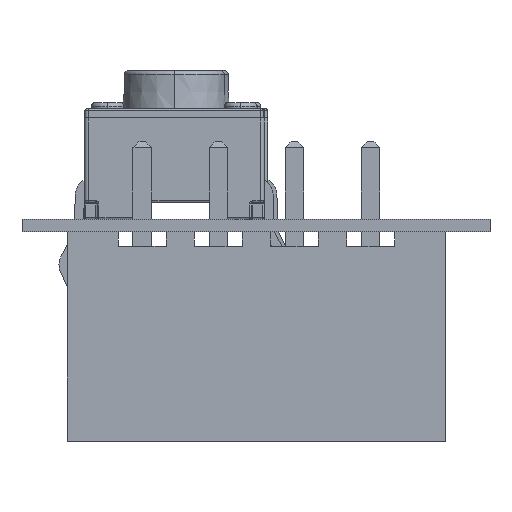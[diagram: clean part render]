
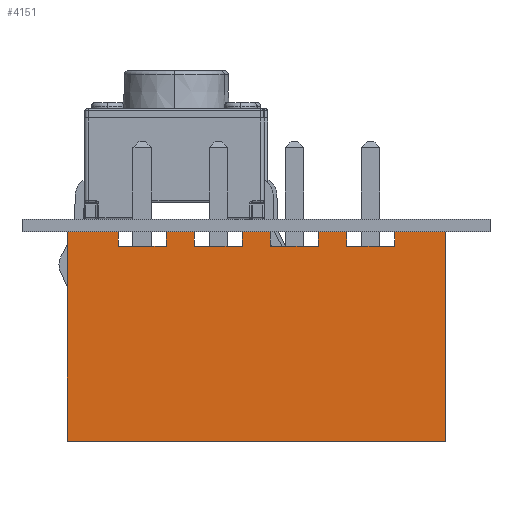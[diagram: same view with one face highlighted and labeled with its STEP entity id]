
A CAD part, front view. The second image highlights one B-rep face of the part: STEP entity #4151.
In plain terms, the highlighted planar face has unit normal (0, -1, 0).
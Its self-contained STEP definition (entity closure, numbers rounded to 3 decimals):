
#1373 = VERTEX_POINT('',#1374);
#1374 = CARTESIAN_POINT('',(5.86,-3.15,0.));
#1380 = EDGE_CURVE('',#1373,#1381,#1383,.T.);
#1381 = VERTEX_POINT('',#1382);
#1382 = CARTESIAN_POINT('',(5.86,-3.15,0.5));
#1383 = LINE('',#1384,#1385);
#1384 = CARTESIAN_POINT('',(5.86,-3.15,3.75));
#1385 = VECTOR('',#1386,1.);
#1386 = DIRECTION('',(0.,0.,1.));
#1411 = EDGE_CURVE('',#1381,#1412,#1414,.T.);
#1412 = VERTEX_POINT('',#1413);
#1413 = CARTESIAN_POINT('',(4.26,-3.15,0.5));
#1414 = LINE('',#1415,#1416);
#1415 = CARTESIAN_POINT('',(8.41,-3.15,0.5));
#1416 = VECTOR('',#1417,1.);
#1417 = DIRECTION('',(-1.,0.,0.));
#1448 = EDGE_CURVE('',#1412,#1449,#1451,.T.);
#1449 = VERTEX_POINT('',#1450);
#1450 = CARTESIAN_POINT('',(4.26,-3.15,0.));
#1451 = LINE('',#1452,#1453);
#1452 = CARTESIAN_POINT('',(4.26,-3.15,3.25));
#1453 = VECTOR('',#1454,1.);
#1454 = DIRECTION('',(0.,0.,-1.));
#1479 = VERTEX_POINT('',#1480);
#1480 = CARTESIAN_POINT('',(6.8,-3.15,0.));
#1486 = EDGE_CURVE('',#1479,#1373,#1487,.T.);
#1487 = LINE('',#1488,#1489);
#1488 = CARTESIAN_POINT('',(6.35,-3.15,0.));
#1489 = VECTOR('',#1490,1.);
#1490 = DIRECTION('',(-1.,0.,0.));
#1504 = VERTEX_POINT('',#1505);
#1505 = CARTESIAN_POINT('',(10.1,-3.15,7.));
#1511 = EDGE_CURVE('',#1504,#1512,#1514,.T.);
#1512 = VERTEX_POINT('',#1513);
#1513 = CARTESIAN_POINT('',(10.1,-3.15,0.));
#1514 = LINE('',#1515,#1516);
#1515 = CARTESIAN_POINT('',(10.1,-3.15,7.));
#1516 = VECTOR('',#1517,1.);
#1517 = DIRECTION('',(0.,0.,-1.));
#1652 = VERTEX_POINT('',#1653);
#1653 = CARTESIAN_POINT('',(8.4,-3.15,0.));
#1668 = EDGE_CURVE('',#1652,#1512,#1669,.T.);
#1669 = LINE('',#1670,#1671);
#1670 = CARTESIAN_POINT('',(-2.4,-3.15,0.));
#1671 = VECTOR('',#1672,1.);
#1672 = DIRECTION('',(1.,0.,0.));
#1691 = EDGE_CURVE('',#1692,#1652,#1694,.T.);
#1692 = VERTEX_POINT('',#1693);
#1693 = CARTESIAN_POINT('',(8.4,-3.15,0.5));
#1694 = LINE('',#1695,#1696);
#1695 = CARTESIAN_POINT('',(8.4,-3.15,3.25));
#1696 = VECTOR('',#1697,1.);
#1697 = DIRECTION('',(0.,0.,-1.));
#1722 = EDGE_CURVE('',#1723,#1692,#1725,.T.);
#1723 = VERTEX_POINT('',#1724);
#1724 = CARTESIAN_POINT('',(6.8,-3.15,0.5));
#1725 = LINE('',#1726,#1727);
#1726 = CARTESIAN_POINT('',(3.,-3.15,0.5));
#1727 = VECTOR('',#1728,1.);
#1728 = DIRECTION('',(1.,0.,0.));
#1785 = EDGE_CURVE('',#1479,#1723,#1786,.T.);
#1786 = LINE('',#1787,#1788);
#1787 = CARTESIAN_POINT('',(6.8,-3.15,3.75));
#1788 = VECTOR('',#1789,1.);
#1789 = DIRECTION('',(0.,0.,1.));
#2442 = VERTEX_POINT('',#2443);
#2443 = CARTESIAN_POINT('',(-2.52,-3.15,7.));
#2490 = VERTEX_POINT('',#2491);
#2491 = CARTESIAN_POINT('',(-2.52,-3.15,0.));
#2497 = EDGE_CURVE('',#2442,#2490,#2498,.T.);
#2498 = LINE('',#2499,#2500);
#2499 = CARTESIAN_POINT('',(-2.52,-3.15,7.));
#2500 = VECTOR('',#2501,1.);
#2501 = DIRECTION('',(0.,0.,-1.));
#2590 = VERTEX_POINT('',#2591);
#2591 = CARTESIAN_POINT('',(-0.82,-3.15,0.));
#2599 = EDGE_CURVE('',#2590,#2490,#2600,.T.);
#2600 = LINE('',#2601,#2602);
#2601 = CARTESIAN_POINT('',(9.98,-3.15,0.));
#2602 = VECTOR('',#2603,1.);
#2603 = DIRECTION('',(-1.,0.,0.));
#2629 = VERTEX_POINT('',#2630);
#2630 = CARTESIAN_POINT('',(-0.82,-3.15,0.5));
#2636 = EDGE_CURVE('',#2629,#2590,#2637,.T.);
#2637 = LINE('',#2638,#2639);
#2638 = CARTESIAN_POINT('',(-0.82,-3.15,3.25));
#2639 = VECTOR('',#2640,1.);
#2640 = DIRECTION('',(0.,0.,-1.));
#2660 = VERTEX_POINT('',#2661);
#2661 = CARTESIAN_POINT('',(0.78,-3.15,0.5));
#2667 = EDGE_CURVE('',#2660,#2629,#2668,.T.);
#2668 = LINE('',#2669,#2670);
#2669 = CARTESIAN_POINT('',(4.58,-3.15,0.5));
#2670 = VECTOR('',#2671,1.);
#2671 = DIRECTION('',(-1.,0.,0.));
#2725 = VERTEX_POINT('',#2726);
#2726 = CARTESIAN_POINT('',(0.78,-3.15,0.));
#2732 = EDGE_CURVE('',#2725,#2660,#2733,.T.);
#2733 = LINE('',#2734,#2735);
#2734 = CARTESIAN_POINT('',(0.78,-3.15,3.75));
#2735 = VECTOR('',#2736,1.);
#2736 = DIRECTION('',(0.,0.,1.));
#3883 = VERTEX_POINT('',#3884);
#3884 = CARTESIAN_POINT('',(3.32,-3.15,0.));
#3890 = EDGE_CURVE('',#3883,#3891,#3893,.T.);
#3891 = VERTEX_POINT('',#3892);
#3892 = CARTESIAN_POINT('',(3.32,-3.15,0.5));
#3893 = LINE('',#3894,#3895);
#3894 = CARTESIAN_POINT('',(3.32,-3.15,3.75));
#3895 = VECTOR('',#3896,1.);
#3896 = DIRECTION('',(0.,0.,1.));
#3912 = EDGE_CURVE('',#3883,#1449,#3913,.T.);
#3913 = LINE('',#3914,#3915);
#3914 = CARTESIAN_POINT('',(3.77,-3.15,0.));
#3915 = VECTOR('',#3916,1.);
#3916 = DIRECTION('',(1.,0.,0.));
#3943 = EDGE_CURVE('',#3891,#3944,#3946,.T.);
#3944 = VERTEX_POINT('',#3945);
#3945 = CARTESIAN_POINT('',(1.72,-3.15,0.5));
#3946 = LINE('',#3947,#3948);
#3947 = CARTESIAN_POINT('',(5.87,-3.15,0.5));
#3948 = VECTOR('',#3949,1.);
#3949 = DIRECTION('',(-1.,0.,0.));
#3980 = EDGE_CURVE('',#3944,#3981,#3983,.T.);
#3981 = VERTEX_POINT('',#3982);
#3982 = CARTESIAN_POINT('',(1.72,-3.15,0.));
#3983 = LINE('',#3984,#3985);
#3984 = CARTESIAN_POINT('',(1.72,-3.15,3.25));
#3985 = VECTOR('',#3986,1.);
#3986 = DIRECTION('',(0.,0.,-1.));
#4140 = EDGE_CURVE('',#3981,#2725,#4141,.T.);
#4141 = LINE('',#4142,#4143);
#4142 = CARTESIAN_POINT('',(10.02,-3.15,0.));
#4143 = VECTOR('',#4144,1.);
#4144 = DIRECTION('',(-1.,0.,0.));
#4151 = ADVANCED_FACE('',(#4152),#4179,.T.);
#4152 = FACE_BOUND('',#4153,.T.);
#4153 = EDGE_LOOP('',(#4154,#4155,#4156,#4157,#4158,#4159,#4160,#4161,
    #4162,#4163,#4164,#4165,#4166,#4167,#4168,#4174,#4175,#4176,#4177,
    #4178));
#4154 = ORIENTED_EDGE('',*,*,#4140,.F.);
#4155 = ORIENTED_EDGE('',*,*,#3980,.F.);
#4156 = ORIENTED_EDGE('',*,*,#3943,.F.);
#4157 = ORIENTED_EDGE('',*,*,#3890,.F.);
#4158 = ORIENTED_EDGE('',*,*,#3912,.T.);
#4159 = ORIENTED_EDGE('',*,*,#1448,.F.);
#4160 = ORIENTED_EDGE('',*,*,#1411,.F.);
#4161 = ORIENTED_EDGE('',*,*,#1380,.F.);
#4162 = ORIENTED_EDGE('',*,*,#1486,.F.);
#4163 = ORIENTED_EDGE('',*,*,#1785,.T.);
#4164 = ORIENTED_EDGE('',*,*,#1722,.T.);
#4165 = ORIENTED_EDGE('',*,*,#1691,.T.);
#4166 = ORIENTED_EDGE('',*,*,#1668,.T.);
#4167 = ORIENTED_EDGE('',*,*,#1511,.F.);
#4168 = ORIENTED_EDGE('',*,*,#4169,.T.);
#4169 = EDGE_CURVE('',#1504,#2442,#4170,.T.);
#4170 = LINE('',#4171,#4172);
#4171 = CARTESIAN_POINT('',(1.27,-3.15,7.));
#4172 = VECTOR('',#4173,1.);
#4173 = DIRECTION('',(-1.,0.,0.));
#4174 = ORIENTED_EDGE('',*,*,#2497,.T.);
#4175 = ORIENTED_EDGE('',*,*,#2599,.F.);
#4176 = ORIENTED_EDGE('',*,*,#2636,.F.);
#4177 = ORIENTED_EDGE('',*,*,#2667,.F.);
#4178 = ORIENTED_EDGE('',*,*,#2732,.F.);
#4179 = PLANE('',#4180);
#4180 = AXIS2_PLACEMENT_3D('',#4181,#4182,#4183);
#4181 = CARTESIAN_POINT('',(10.02,-3.15,7.));
#4182 = DIRECTION('',(0.,-1.,0.));
#4183 = DIRECTION('',(0.,0.,-1.));
